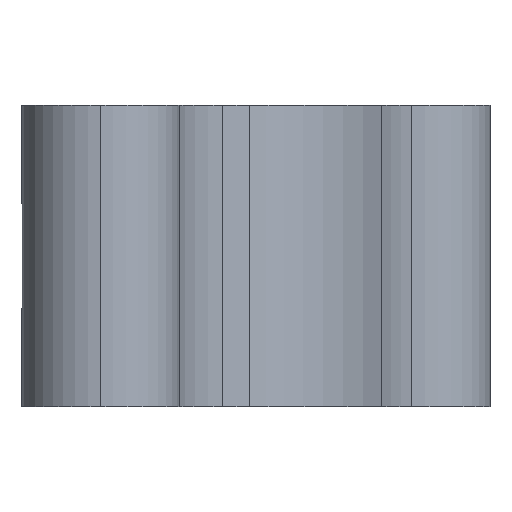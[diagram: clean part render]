
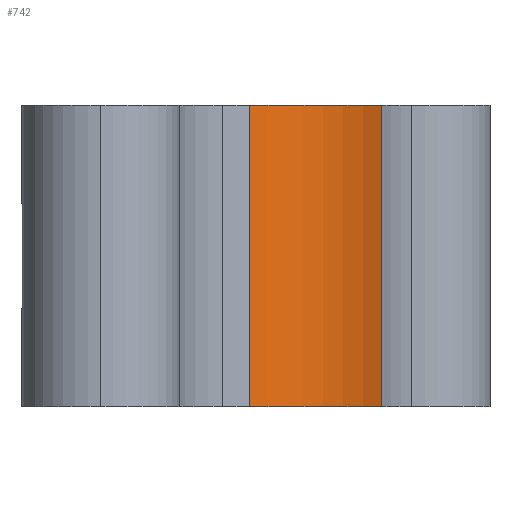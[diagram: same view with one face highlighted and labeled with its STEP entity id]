
A CAD part, left-side view. The second image highlights one B-rep face of the part: STEP entity #742.
In plain terms, the highlighted cylindrical face has radius 5 mm (diameter 10 mm), a partial arc.
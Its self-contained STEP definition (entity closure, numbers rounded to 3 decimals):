
#13 = CARTESIAN_POINT ( 'NONE',  ( -2.781, -5.701, 0. ) ) ;
#21 = LINE ( 'NONE', #633, #337 ) ;
#36 = ORIENTED_EDGE ( 'NONE', *, *, #529, .F. ) ;
#112 = CYLINDRICAL_SURFACE ( 'NONE', #1010, 5. ) ;
#124 = CARTESIAN_POINT ( 'NONE',  ( -3.546, -0.662, 11.5 ) ) ;
#125 = FACE_OUTER_BOUND ( 'NONE', #1019, .T. ) ;
#155 = EDGE_CURVE ( 'NONE', #1027, #402, #985, .T. ) ;
#161 = DIRECTION ( 'NONE',  ( -1., 0., 0. ) ) ;
#165 = DIRECTION ( 'NONE',  ( 0., 0., -1. ) ) ;
#199 = AXIS2_PLACEMENT_3D ( 'NONE', #213, #847, #315 ) ;
#213 = CARTESIAN_POINT ( 'NONE',  ( -7.417, -3.827, 0. ) ) ;
#315 = DIRECTION ( 'NONE',  ( 1., 0., 0. ) ) ;
#337 = VECTOR ( 'NONE', #165, 1000. ) ;
#399 = DIRECTION ( 'NONE',  ( 0., 0., -1. ) ) ;
#402 = VERTEX_POINT ( 'NONE', #638 ) ;
#472 = CIRCLE ( 'NONE', #927, 5. ) ;
#502 = CARTESIAN_POINT ( 'NONE',  ( -3.546, -0.662, 11.5 ) ) ;
#506 = DIRECTION ( 'NONE',  ( 0., 0., 1. ) ) ;
#529 = EDGE_CURVE ( 'NONE', #594, #1007, #472, .T. ) ;
#558 = DIRECTION ( 'NONE',  ( 1., 0., 0. ) ) ;
#587 = ORIENTED_EDGE ( 'NONE', *, *, #691, .F. ) ;
#594 = VERTEX_POINT ( 'NONE', #124 ) ;
#633 = CARTESIAN_POINT ( 'NONE',  ( -2.781, -5.701, 11.5 ) ) ;
#638 = CARTESIAN_POINT ( 'NONE',  ( -3.546, -0.662, 0. ) ) ;
#691 = EDGE_CURVE ( 'NONE', #402, #594, #737, .T. ) ;
#737 = LINE ( 'NONE', #502, #763 ) ;
#742 = ADVANCED_FACE ( 'NONE', ( #125 ), #112, .F. ) ;
#748 = ORIENTED_EDGE ( 'NONE', *, *, #155, .F. ) ;
#763 = VECTOR ( 'NONE', #506, 1000. ) ;
#837 = CARTESIAN_POINT ( 'NONE',  ( -2.781, -5.701, 11.5 ) ) ;
#847 = DIRECTION ( 'NONE',  ( 0., 0., 1. ) ) ;
#869 = EDGE_CURVE ( 'NONE', #1007, #1027, #21, .T. ) ;
#901 = DIRECTION ( 'NONE',  ( 0., 0., -1. ) ) ;
#927 = AXIS2_PLACEMENT_3D ( 'NONE', #935, #399, #558 ) ;
#935 = CARTESIAN_POINT ( 'NONE',  ( -7.417, -3.827, 11.5 ) ) ;
#985 = CIRCLE ( 'NONE', #199, 5. ) ;
#1007 = VERTEX_POINT ( 'NONE', #837 ) ;
#1010 = AXIS2_PLACEMENT_3D ( 'NONE', #1145, #901, #161 ) ;
#1019 = EDGE_LOOP ( 'NONE', ( #36, #587, #748, #1064 ) ) ;
#1027 = VERTEX_POINT ( 'NONE', #13 ) ;
#1064 = ORIENTED_EDGE ( 'NONE', *, *, #869, .F. ) ;
#1145 = CARTESIAN_POINT ( 'NONE',  ( -7.417, -3.827, 11.5 ) ) ;
